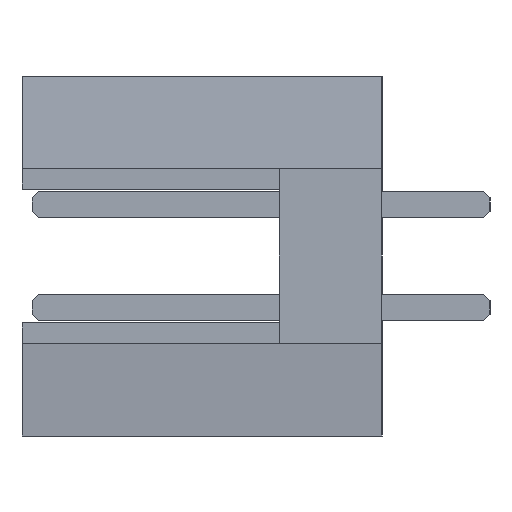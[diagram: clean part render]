
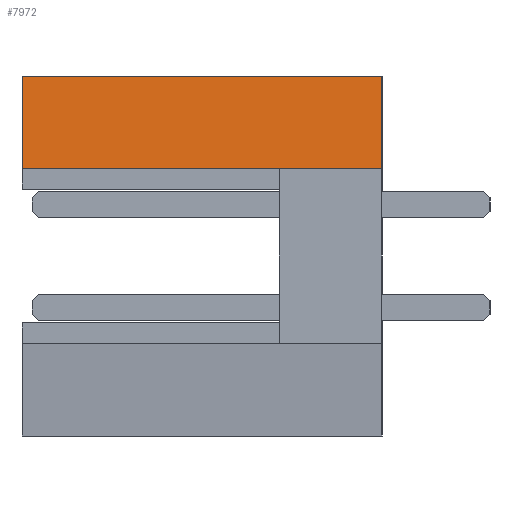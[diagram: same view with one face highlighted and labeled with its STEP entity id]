
A CAD part, left-side view. The second image highlights one B-rep face of the part: STEP entity #7972.
In plain terms, the highlighted planar face has unit normal (-0.996, 0, 0.087).
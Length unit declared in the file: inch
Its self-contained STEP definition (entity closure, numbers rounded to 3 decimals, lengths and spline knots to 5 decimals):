
#1812=ORIENTED_EDGE('',*,*,#3075,.T.);
#1813=ORIENTED_EDGE('',*,*,#3290,.F.);
#1814=ORIENTED_EDGE('',*,*,#3286,.F.);
#1815=ORIENTED_EDGE('',*,*,#3329,.T.);
#1816=ORIENTED_EDGE('',*,*,#3316,.T.);
#3075=EDGE_CURVE('',#3977,#3976,#4966,.T.);
#3286=EDGE_CURVE('',#4177,#4178,#5177,.T.);
#3290=EDGE_CURVE('',#4178,#3976,#5181,.T.);
#3316=EDGE_CURVE('',#4059,#3977,#5207,.T.);
#3329=EDGE_CURVE('',#4177,#4059,#5220,.T.);
#3976=VERTEX_POINT('',#11955);
#3977=VERTEX_POINT('',#11957);
#4059=VERTEX_POINT('',#12122);
#4177=VERTEX_POINT('',#12377);
#4178=VERTEX_POINT('',#12379);
#4966=LINE('',#11956,#6103);
#5177=LINE('',#12378,#6314);
#5181=LINE('',#12385,#6318);
#5207=LINE('',#12429,#6344);
#5220=LINE('',#12454,#6357);
#6103=VECTOR('',#9753,39.37008);
#6314=VECTOR('',#9984,39.37008);
#6318=VECTOR('',#9990,39.37008);
#6344=VECTOR('',#10030,39.37008);
#6357=VECTOR('',#10061,39.37008);
#6779=EDGE_LOOP('',(#1812,#1813,#1814,#1815,#1816));
#7206=FACE_BOUND('',#6779,.T.);
#7589=PLANE('',#8382);
#7972=ADVANCED_FACE('',(#7206),#7589,.F.);
#8382=AXIS2_PLACEMENT_3D('',#12453,#10059,#10060);
#9753=DIRECTION('',(0.087,0.,0.996));
#9984=DIRECTION('',(0.087,0.,0.996));
#9990=DIRECTION('',(0.,-1.,0.));
#10030=DIRECTION('',(0.,-1.,0.));
#10059=DIRECTION('',(0.996,0.,-0.087));
#10060=DIRECTION('',(-0.087,0.,-0.996));
#10061=DIRECTION('',(0.,-1.,0.));
#11955=CARTESIAN_POINT('',(-0.58213,0.,0.175));
#11956=CARTESIAN_POINT('',(-0.59,0.,0.085));
#11957=CARTESIAN_POINT('',(-0.59,0.,0.085));
#12122=CARTESIAN_POINT('',(-0.59,0.1,0.085));
#12377=CARTESIAN_POINT('',(-0.59,0.35,0.085));
#12378=CARTESIAN_POINT('',(-0.59,0.35,0.085));
#12379=CARTESIAN_POINT('',(-0.58213,0.35,0.175));
#12385=CARTESIAN_POINT('',(-0.58213,0.35,0.175));
#12429=CARTESIAN_POINT('',(-0.59,0.35,0.085));
#12453=CARTESIAN_POINT('',(-0.59,0.35,0.085));
#12454=CARTESIAN_POINT('',(-0.59,0.35,0.085));
